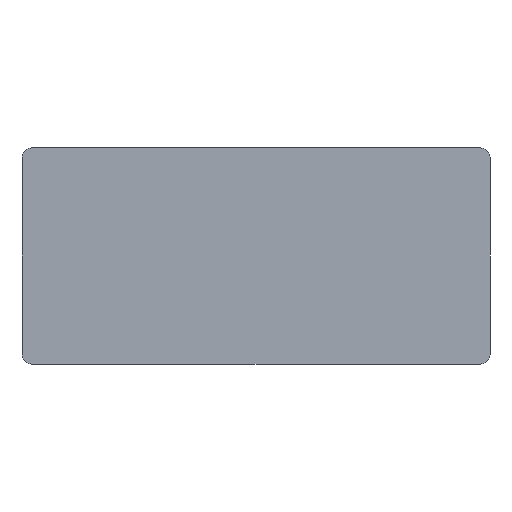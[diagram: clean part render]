
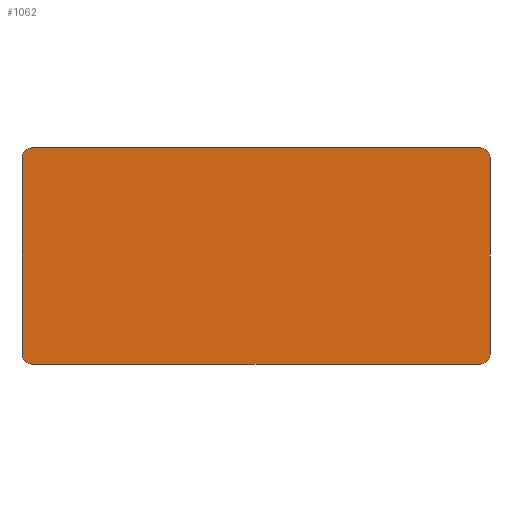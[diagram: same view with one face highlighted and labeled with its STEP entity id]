
A CAD part, front view. The second image highlights one B-rep face of the part: STEP entity #1062.
In plain terms, the highlighted planar face has unit normal (0, -1, 0).
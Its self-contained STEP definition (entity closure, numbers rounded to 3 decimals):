
#1=CARTESIAN_POINT('',(-6.95,0.,3.05));
#2=DIRECTION('',(0.,-1.,0.));
#3=DIRECTION('',(0.,0.,1.));
#4=AXIS2_PLACEMENT_3D('',#1,#2,#3);
#6=DIRECTION('',(1.,0.,0.));
#7=VECTOR('',#6,13.9);
#8=CARTESIAN_POINT('',(-6.95,0.,3.35));
#9=LINE('',#8,#7);
#10=CARTESIAN_POINT('',(6.95,0.,3.05));
#11=DIRECTION('',(0.,-1.,0.));
#12=DIRECTION('',(1.,0.,0.));
#13=AXIS2_PLACEMENT_3D('',#10,#11,#12);
#15=DIRECTION('',(0.,0.,-1.));
#16=VECTOR('',#15,6.1);
#17=CARTESIAN_POINT('',(7.25,0.,3.05));
#18=LINE('',#17,#16);
#19=CARTESIAN_POINT('',(6.95,0.,-3.05));
#20=DIRECTION('',(0.,-1.,0.));
#21=DIRECTION('',(0.,0.,-1.));
#22=AXIS2_PLACEMENT_3D('',#19,#20,#21);
#24=DIRECTION('',(-1.,0.,0.));
#25=VECTOR('',#24,13.9);
#26=CARTESIAN_POINT('',(6.95,0.,-3.35));
#27=LINE('',#26,#25);
#28=CARTESIAN_POINT('',(-6.95,0.,-3.05));
#29=DIRECTION('',(0.,-1.,0.));
#30=DIRECTION('',(-1.,0.,0.));
#31=AXIS2_PLACEMENT_3D('',#28,#29,#30);
#33=DIRECTION('',(0.,0.,1.));
#34=VECTOR('',#33,6.1);
#35=CARTESIAN_POINT('',(-7.25,0.,-3.05));
#36=LINE('',#35,#34);
#944=CARTESIAN_POINT('',(-7.25,0.,3.05));
#946=VERTEX_POINT('',#944);
#949=CARTESIAN_POINT('',(-6.95,0.,3.35));
#950=VERTEX_POINT('',#949);
#951=CARTESIAN_POINT('',(6.95,0.,-3.35));
#952=CARTESIAN_POINT('',(-6.95,0.,-3.35));
#953=VERTEX_POINT('',#951);
#954=VERTEX_POINT('',#952);
#955=CARTESIAN_POINT('',(6.95,0.,3.35));
#956=VERTEX_POINT('',#955);
#957=CARTESIAN_POINT('',(-7.25,0.,-3.05));
#958=VERTEX_POINT('',#957);
#959=CARTESIAN_POINT('',(7.25,0.,3.05));
#960=CARTESIAN_POINT('',(7.25,0.,-3.05));
#961=VERTEX_POINT('',#959);
#962=VERTEX_POINT('',#960);
#1039=CARTESIAN_POINT('',(0.,0.,0.));
#1040=DIRECTION('',(0.,1.,0.));
#1041=DIRECTION('',(1.,0.,0.));
#1042=AXIS2_PLACEMENT_3D('',#1039,#1040,#1041);
#1043=PLANE('',#1042);
#1045=ORIENTED_EDGE('',*,*,#1044,.F.);
#1047=ORIENTED_EDGE('',*,*,#1046,.T.);
#1049=ORIENTED_EDGE('',*,*,#1048,.F.);
#1051=ORIENTED_EDGE('',*,*,#1050,.T.);
#1053=ORIENTED_EDGE('',*,*,#1052,.F.);
#1055=ORIENTED_EDGE('',*,*,#1054,.T.);
#1057=ORIENTED_EDGE('',*,*,#1056,.F.);
#1059=ORIENTED_EDGE('',*,*,#1058,.T.);
#1060=EDGE_LOOP('',(#1045,#1047,#1049,#1051,#1053,#1055,#1057,#1059));
#1061=FACE_OUTER_BOUND('',#1060,.F.);
#1062=ADVANCED_FACE('',(#1061),#1043,.F.);
#5=CIRCLE('',#4,0.3);
#14=CIRCLE('',#13,0.3);
#23=CIRCLE('',#22,0.3);
#32=CIRCLE('',#31,0.3);
#1044=EDGE_CURVE('',#950,#946,#5,.T.);
#1046=EDGE_CURVE('',#950,#956,#9,.T.);
#1048=EDGE_CURVE('',#961,#956,#14,.T.);
#1050=EDGE_CURVE('',#961,#962,#18,.T.);
#1052=EDGE_CURVE('',#953,#962,#23,.T.);
#1054=EDGE_CURVE('',#953,#954,#27,.T.);
#1056=EDGE_CURVE('',#958,#954,#32,.T.);
#1058=EDGE_CURVE('',#958,#946,#36,.T.);
